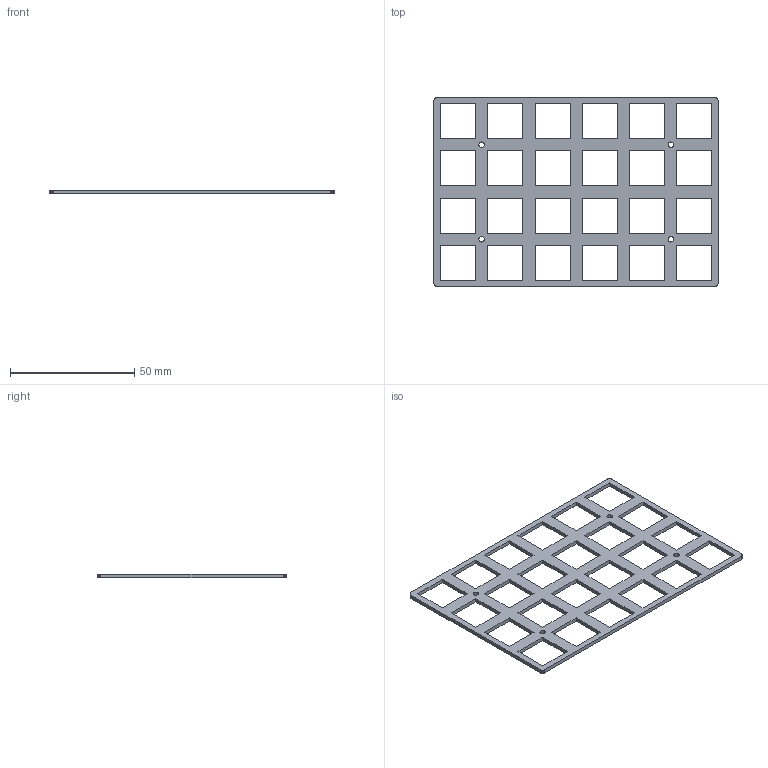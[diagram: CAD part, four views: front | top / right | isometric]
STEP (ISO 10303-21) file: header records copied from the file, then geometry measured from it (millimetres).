
FILE_DESCRIPTION(('KiCad electronic assembly'),'2;1');
FILE_NAME('TPS.step','2024-08-04T03:23:10',('Pcbnew'),('Kicad'), 'Open CASCADE STEP processor 7.6','KiCad to STEP converter','Unknown' );
FILE_SCHEMA(('AUTOMOTIVE_DESIGN { 1 0 10303 214 1 1 1 1 }'));
Length unit declared in the file: millimetre
Products named in the file (2): TPS 1; TPS PCB
Assembly tree (1 placements, depth 2):
  TPS 1
    TPS PCB
Bounding box: 114.45 x 76.2 x 1.58 mm (x, y, z)
Volume: 6214.2 mm3; surface area: 10647.4 mm2
Topology: 1 solids, 1 shells, 142 faces, 420 edges, 280 vertices
Faces by surface type: plane 138, cylinder 4
Full cylindrical faces by diameter (mm): 2.2 x4
Entity records: 10295 total; most frequent: CARTESIAN_POINT 1732, DIRECTION 1548, LINE 1244, VECTOR 1244, ORIENTED_EDGE 840, PCURVE 840, DEFINITIONAL_REPRESENTATION 840, EDGE_CURVE 420
